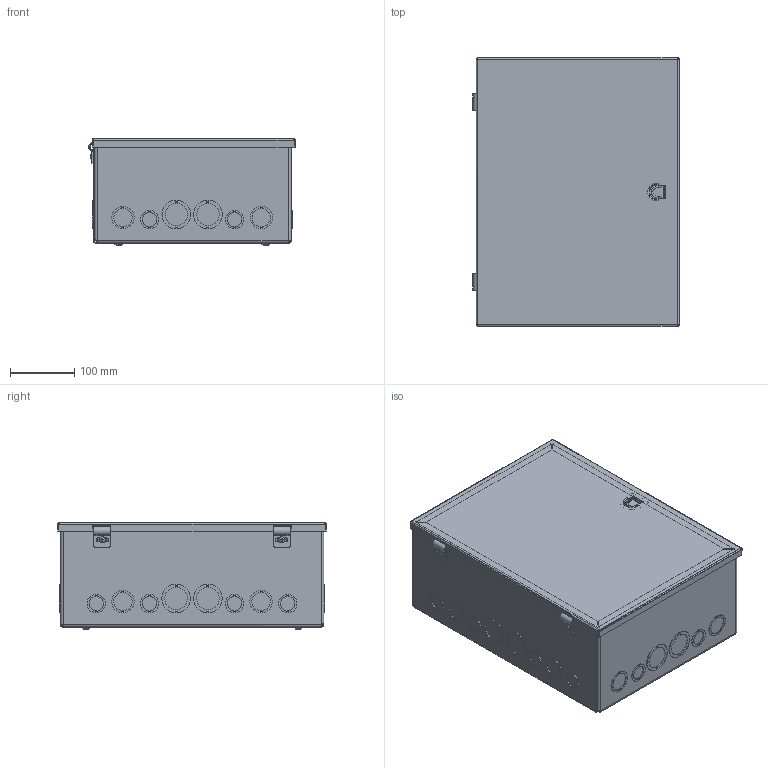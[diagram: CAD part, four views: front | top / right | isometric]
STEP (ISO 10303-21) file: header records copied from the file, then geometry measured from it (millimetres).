
FILE_DESCRIPTION(/* description */ ('BACKS - 12"X16"'),/* implementation_level */ '2;1');
FILE_NAME(/* name */ 'A121606.stp',/* time_stamp */ '2015-02-18T16:00:54+06:00',/* author */ ('ps'),/* organization */ (''),/* preprocessor_version */ 'ST-DEVELOPER v15.2',/* originating_system */ 'Autodesk Inventor 2014',/* authorisation */ '');
FILE_SCHEMA (('AUTOMOTIVE_DESIGN { 1 0 10303 214 3 1 1 }'));
Length unit declared in the file: inch
Products named in the file (7): A1216BA; A121606WRA; 31816; 372177; A1216LFA; 35010; A121606
Bounding box: 320.97 x 417.49 x 165.19 mm (x, y, z)
Volume: 860435.6 mm3; surface area: 1112879.6 mm2
Topology: 31 solids, 33 shells, 1278 faces, 3124 edges, 1976 vertices
Faces by surface type: plane 845, cylinder 275, bspline 65, torus 44, cone 29, sphere 20
Full cylindrical faces by diameter (mm): 3.556 x2, 4.166 x2, 4.191 x1, 5.803 x1, 7.62 x4, 9.754 x2
Entity records: 37995 total; most frequent: CARTESIAN_POINT 8478, ORIENTED_EDGE 6006, DIRECTION 5554, EDGE_CURVE 2859, LINE 2176, VECTOR 2176, VERTEX_POINT 1833, AXIS2_PLACEMENT_3D 1689
